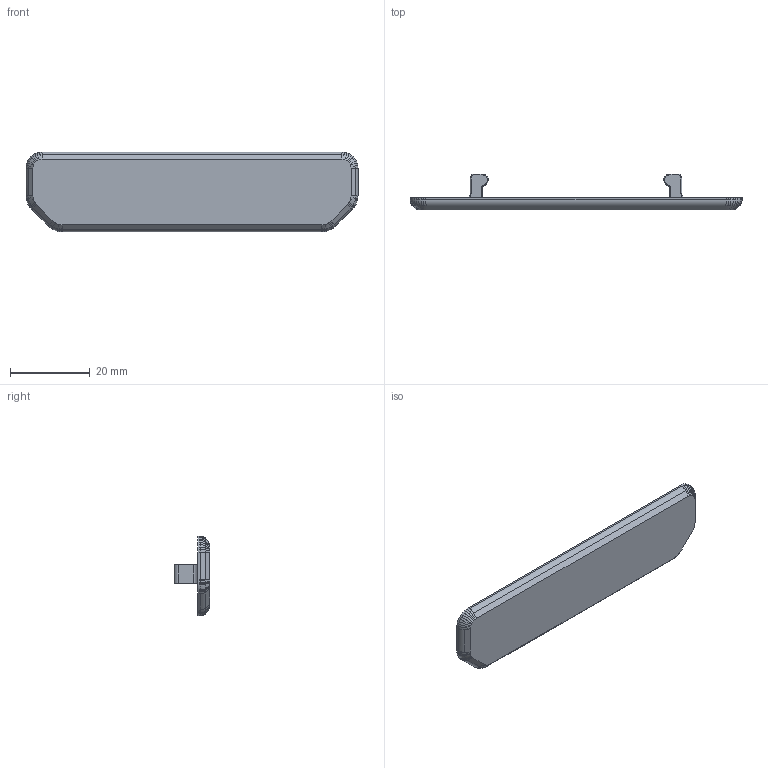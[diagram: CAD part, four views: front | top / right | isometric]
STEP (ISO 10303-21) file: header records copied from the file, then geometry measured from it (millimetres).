
FILE_DESCRIPTION(/* description */ (''),/* implementation_level */ '2;1');
FILE_NAME(/* name */ 'Nameplate V0.2.step',/* time_stamp */ '2023-10-06T19:20:23-07:00',/* author */ (''),/* organization */ (''),/* preprocessor_version */ 'ST-DEVELOPER v20',/* originating_system */ 'Autodesk Translation Framework v12.14.0.127',/* authorisation */ '');
FILE_SCHEMA (('AUTOMOTIVE_DESIGN { 1 0 10303 214 3 1 1 }'));
Length unit declared in the file: millimetre
Products named in the file (1): Nameplate V0.2
Bounding box: 83.23 x 9 x 20 mm (x, y, z)
Volume: 3391.3 mm3; surface area: 4125.9 mm2
Topology: 1 solids, 1 shells, 271 faces, 643 edges, 374 vertices
Faces by surface type: plane 112, cylinder 94, torus 38, cone 23, bspline 4
Entity records: 7968 total; most frequent: CARTESIAN_POINT 1767, DIRECTION 1307, ORIENTED_EDGE 1278, EDGE_CURVE 639, AXIS2_PLACEMENT_3D 472, VERTEX_POINT 374, LINE 363, VECTOR 363
